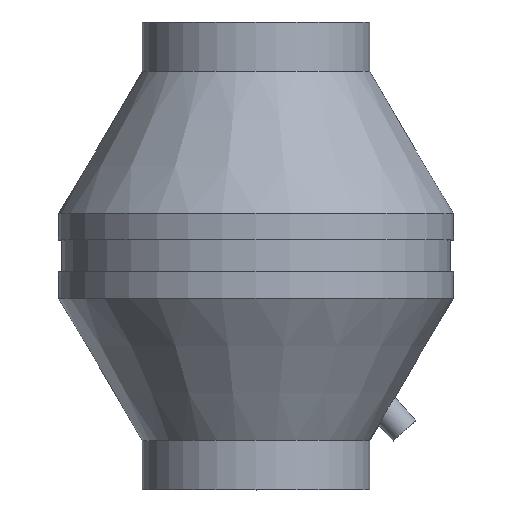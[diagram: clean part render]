
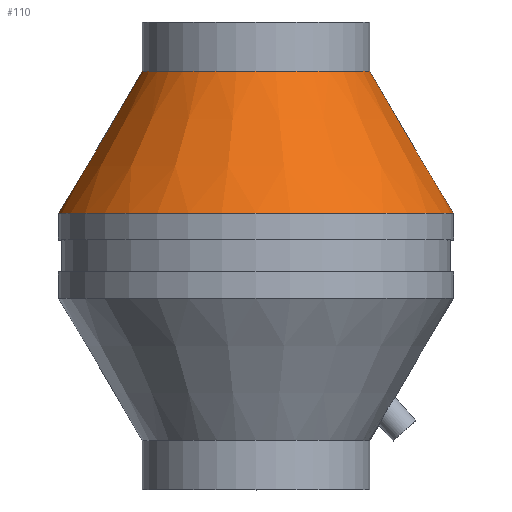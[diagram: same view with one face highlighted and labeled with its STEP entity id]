
A CAD part, top view. The second image highlights one B-rep face of the part: STEP entity #110.
In plain terms, the highlighted conical face has half-angle 30.497 degrees and reference radius 160.5 mm.
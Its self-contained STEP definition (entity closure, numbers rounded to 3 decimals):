
#110 = ADVANCED_FACE( '', ( #251, #252 ), #253, .T. );
#251 = FACE_BOUND( '', #426, .T. );
#252 = FACE_OUTER_BOUND( '', #427, .T. );
#253 = CONICAL_SURFACE( '', #428, 160.5, 0.532 );
#426 = EDGE_LOOP( '', ( #704 ) );
#427 = EDGE_LOOP( '', ( #705 ) );
#428 = AXIS2_PLACEMENT_3D( '', #706, #707, #708 );
#704 = ORIENTED_EDGE( '', *, *, #999, .T. );
#705 = ORIENTED_EDGE( '', *, *, #1023, .F. );
#706 = CARTESIAN_POINT( '', ( 0., 224.546, 0. ) );
#707 = DIRECTION( '', ( 0., -1., 0. ) );
#708 = DIRECTION( '', ( 0., 0., -1. ) );
#999 = EDGE_CURVE( '', #1203, #1203, #1204, .T. );
#1023 = EDGE_CURVE( '', #1242, #1242, #1243, .T. );
#1203 = VERTEX_POINT( '', #1647 );
#1204 = CIRCLE( '', #1648, 92.5 );
#1242 = VERTEX_POINT( '', #1790 );
#1243 = CIRCLE( '', #1791, 160.5 );
#1647 = CARTESIAN_POINT( '', ( 0., 340., -92.5 ) );
#1648 = AXIS2_PLACEMENT_3D( '', #2078, #2079, #2080 );
#1790 = CARTESIAN_POINT( '', ( 0., 224.546, -160.5 ) );
#1791 = AXIS2_PLACEMENT_3D( '', #2115, #2116, #2117 );
#2078 = CARTESIAN_POINT( '', ( 0., 340., 0. ) );
#2079 = DIRECTION( '', ( 0., -1., 0. ) );
#2080 = DIRECTION( '', ( 0., 0., -1. ) );
#2115 = CARTESIAN_POINT( '', ( 0., 224.546, 0. ) );
#2116 = DIRECTION( '', ( 0., -1., 0. ) );
#2117 = DIRECTION( '', ( 0., 0., -1. ) );
